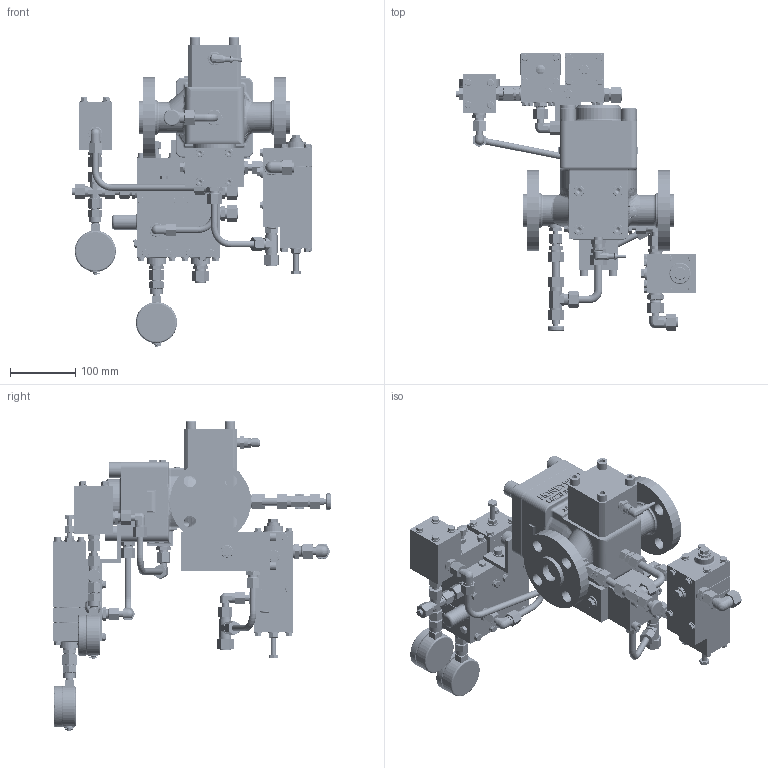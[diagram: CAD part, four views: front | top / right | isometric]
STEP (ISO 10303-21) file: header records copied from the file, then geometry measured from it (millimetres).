
FILE_DESCRIPTION (( 'STEP AP214' ), '1' );
FILE_NAME ('HON503_DN25-25.STEP', '2019-05-28T05:45:16', ( '' ), ( '' ), 'SwSTEP 2.0', 'SolidWorks 2017', '' );
FILE_SCHEMA (( 'AUTOMOTIVE_DESIGN' ));
Length unit declared in the file: millimetre
Products named in the file (1): HON503_DN25-25
Bounding box: 367.59 x 424.37 x 472.19 mm (x, y, z)
Volume: 6740506.2 mm3; surface area: 985467.5 mm2
Topology: 227 solids, 227 shells, 5316 faces, 11500 edges, 6857 vertices
Faces by surface type: plane 2261, cone 1366, cylinder 971, bspline 362, torus 324, sphere 32
Entity records: 175456 total; most frequent: CARTESIAN_POINT 61804, ORIENTED_EDGE 22872, DIRECTION 22696, EDGE_CURVE 11436, AXIS2_PLACEMENT_3D 9083, VERTEX_POINT 6855, EDGE_LOOP 5621, FACE_OUTER_BOUND 5316
